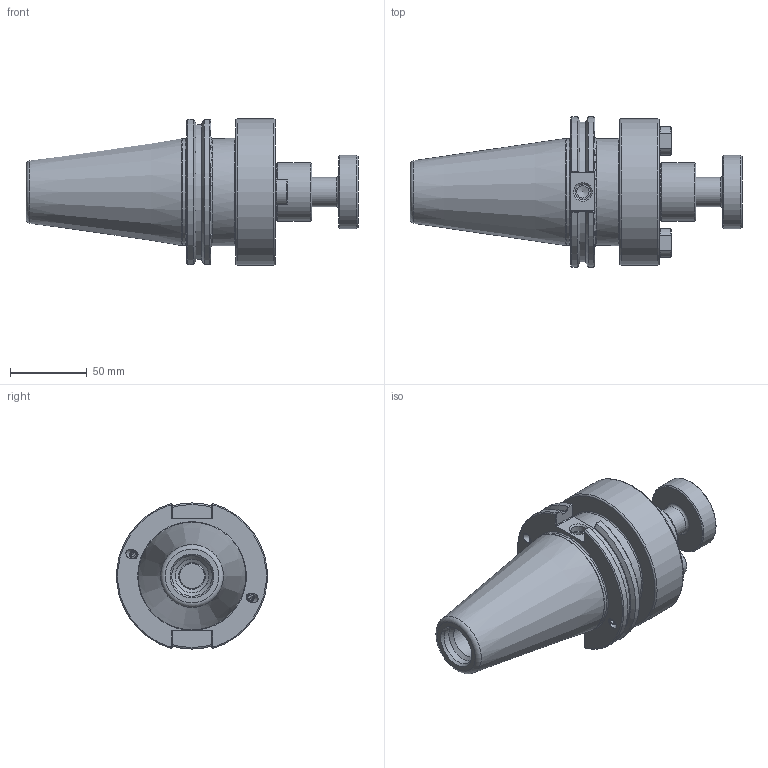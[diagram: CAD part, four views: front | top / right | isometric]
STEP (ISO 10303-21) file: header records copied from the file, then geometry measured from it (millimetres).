
FILE_DESCRIPTION((''),'2;1');
FILE_NAME('C50BC-15SM2.stp','2015-03-17T10:33:59',('blaste'),(''),'Autodesk Inventor 2012','Autodesk Inventor 2012','');
FILE_SCHEMA(('AUTOMOTIVE_DESIGN { 1 0 10303 214 1 1 1 1 }'));
Length unit declared in the file: inch
Products named in the file (5): C50BC-15SM2; C50BC-15SM2-1; 15KY; 15LS; 029-966
Assembly tree (8 placements, depth 2):
  C50BC-15SM2
    C50BC-15SM2-1
    15KY  x2
    15LS
    029-966  x4
Bounding box: 216.53 x 98.06 x 95.25 mm (x, y, z)
Volume: 603737.8 mm3; surface area: 84711.4 mm2
Topology: 8 solids, 8 shells, 248 faces, 579 edges, 372 vertices
Faces by surface type: plane 107, cylinder 66, cone 54, torus 9, bspline 8, sphere 4
Full cylindrical faces by diameter (mm): 4.826 x2, 5 x4, 6 x8, 6.096 x4, 6.2 x4, 8 x1, 9.525 x1, 10.135 x1, 14.986 x2, 15.354 x2, 15.862 x2, 15.888 x2, 17.323 x1, 19.05 x1, 20.32 x1, 21.971 x1, 26.365 x1, 36.566 x1, 38.09 x1, 47.752 x1, 69.342 x1, 69.85 x1, 95.25 x1
Entity records: 6002 total; most frequent: CARTESIAN_POINT 1941, DIRECTION 788, ORIENTED_EDGE 708, EDGE_CURVE 354, AXIS2_PLACEMENT_3D 331, EDGE_LOOP 276, VERTEX_POINT 262, FACE_OUTER_BOUND 182
